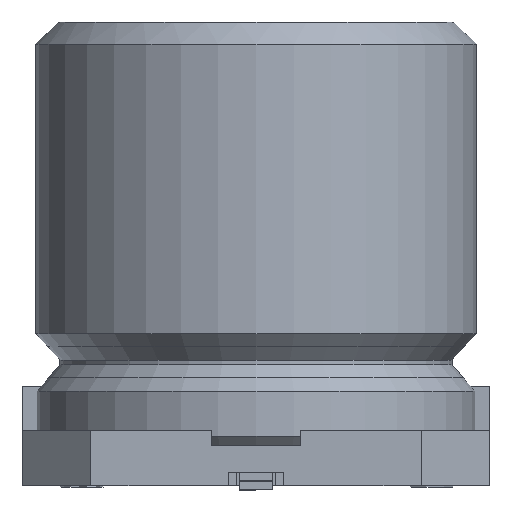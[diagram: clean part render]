
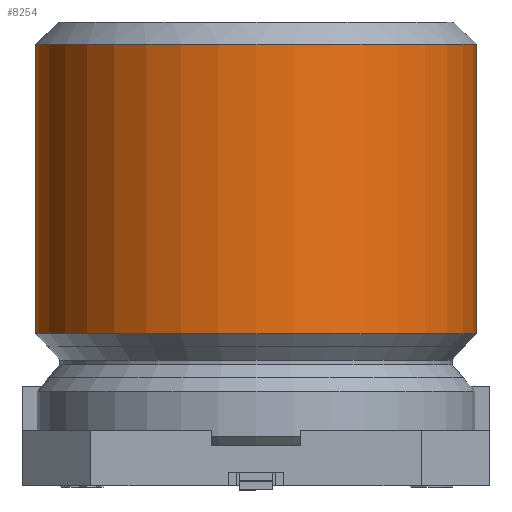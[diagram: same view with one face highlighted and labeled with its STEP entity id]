
A CAD part, front view. The second image highlights one B-rep face of the part: STEP entity #8254.
In plain terms, the highlighted cylindrical face has radius 8 mm (diameter 16 mm), a full revolution.
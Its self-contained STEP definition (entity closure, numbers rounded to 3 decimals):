
#3174=CARTESIAN_POINT('',(0.,0.,10.9));
#3175=DIRECTION('',(0.,0.,-1.));
#3176=DIRECTION('',(0.,-8.,0.));
#3177=AXIS2_PLACEMENT_3D('',#3174,#3175,#3176);
#3178=CYLINDRICAL_SURFACE('',#3177,8.);
#8219=CARTESIAN_POINT('',(0.,8.,16.05));
#8220=VERTEX_POINT('',#8219);
#8221=CARTESIAN_POINT('',(0.,-8.,16.05));
#8222=VERTEX_POINT('',#8221);
#8223=CARTESIAN_POINT('',(0.,0.,16.05));
#8224=DIRECTION('',(0.,0.,-1.));
#8225=DIRECTION('',(0.,8.,0.));
#8226=AXIS2_PLACEMENT_3D('',#8223,#8224,#8225);
#8227=CIRCLE('',#8226,8.);
#8228=EDGE_CURVE('',#8220,#8222,#8227,.T.);
#8229=ORIENTED_EDGE('',*,*,#8228,.T.);
#8230=CARTESIAN_POINT('',(0.,-8.,5.528));
#8231=VERTEX_POINT('',#8230);
#8232=CARTESIAN_POINT('',(0.,-8.,16.05));
#8233=CARTESIAN_POINT('',(0.,-8.,5.528));
#8234=B_SPLINE_CURVE_WITH_KNOTS('',1,(#8232,#8233),.UNSPECIFIED.,.F.,.F.,(2,2),(-5.15,5.372),.UNSPECIFIED.);
#8235=EDGE_CURVE('',#8222,#8231,#8234,.T.);
#8236=ORIENTED_EDGE('',*,*,#8235,.T.);
#8237=CARTESIAN_POINT('',(0.,0.,5.528));
#8238=DIRECTION('',(0.,0.,1.));
#8239=DIRECTION('',(0.,-8.,0.));
#8240=AXIS2_PLACEMENT_3D('',#8237,#8238,#8239);
#8241=CIRCLE('',#8240,8.);
#8242=EDGE_CURVE('',#8231,#8231,#8241,.T.);
#8243=ORIENTED_EDGE('',*,*,#8242,.T.);
#8244=ORIENTED_EDGE('',*,*,#8235,.F.);
#8245=CARTESIAN_POINT('',(0.,0.,16.05));
#8246=DIRECTION('',(0.,0.,-1.));
#8247=DIRECTION('',(0.,8.,0.));
#8248=AXIS2_PLACEMENT_3D('',#8245,#8246,#8247);
#8249=CIRCLE('',#8248,8.);
#8250=EDGE_CURVE('',#8222,#8220,#8249,.T.);
#8251=ORIENTED_EDGE('',*,*,#8250,.T.);
#8252=EDGE_LOOP('',(#8229,#8236,#8243,#8244,#8251));
#8253=FACE_BOUND('',#8252,.T.);
#8254=ADVANCED_FACE('',(#8253),#3178,.T.);
